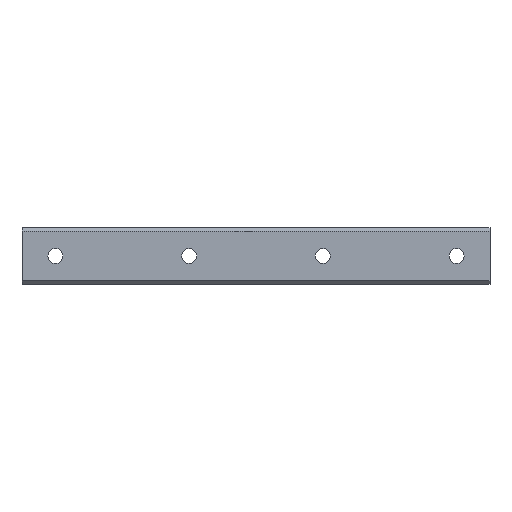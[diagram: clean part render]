
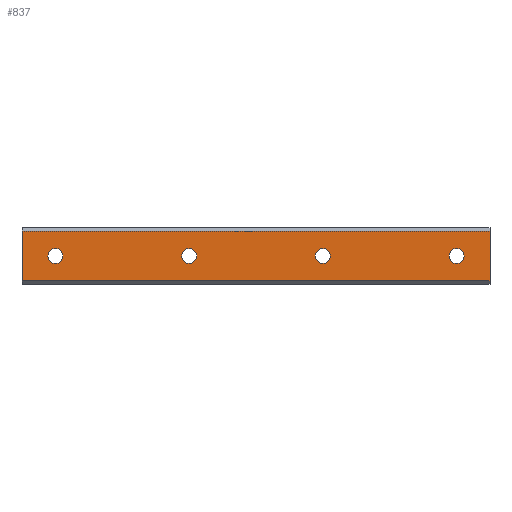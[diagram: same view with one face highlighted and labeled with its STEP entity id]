
A CAD part, front view. The second image highlights one B-rep face of the part: STEP entity #837.
In plain terms, the highlighted planar face has unit normal (0, -1, 0).
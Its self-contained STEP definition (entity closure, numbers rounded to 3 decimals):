
#8 = CIRCLE ( 'NONE', #800, 4.5 ) ;
#12 = DIRECTION ( 'NONE',  ( 0., 0., 1. ) ) ;
#28 = CARTESIAN_POINT ( 'NONE',  ( 0., 0., 4.5 ) ) ;
#30 = VERTEX_POINT ( 'NONE', #382 ) ;
#34 = PLANE ( 'NONE',  #1518 ) ;
#55 = DIRECTION ( 'NONE',  ( 0., 0., 1. ) ) ;
#67 = LINE ( 'NONE', #1014, #832 ) ;
#96 = AXIS2_PLACEMENT_3D ( 'NONE', #826, #474, #1173 ) ;
#101 = DIRECTION ( 'NONE',  ( 0., 0., 1. ) ) ;
#111 = DIRECTION ( 'NONE',  ( 0., 0., 1. ) ) ;
#119 = CARTESIAN_POINT ( 'NONE',  ( 0., 0., 0. ) ) ;
#134 = CARTESIAN_POINT ( 'NONE',  ( 160., 0., 0. ) ) ;
#137 = CARTESIAN_POINT ( 'NONE',  ( 80., 0., 0. ) ) ;
#142 = CARTESIAN_POINT ( 'NONE',  ( 0., 0., -4.5 ) ) ;
#162 = CARTESIAN_POINT ( 'NONE',  ( 160., 0., -4.5 ) ) ;
#171 = CARTESIAN_POINT ( 'NONE',  ( 260., 0., 14.95 ) ) ;
#190 = CIRCLE ( 'NONE', #1052, 4.5 ) ;
#191 = DIRECTION ( 'NONE',  ( 0., -1., 0. ) ) ;
#220 = CARTESIAN_POINT ( 'NONE',  ( 80., 0., 0. ) ) ;
#222 = ORIENTED_EDGE ( 'NONE', *, *, #242, .F. ) ;
#239 = AXIS2_PLACEMENT_3D ( 'NONE', #1118, #191, #55 ) ;
#242 = EDGE_CURVE ( 'NONE', #621, #971, #190, .T. ) ;
#251 = VERTEX_POINT ( 'NONE', #587 ) ;
#252 = VERTEX_POINT ( 'NONE', #809 ) ;
#264 = EDGE_CURVE ( 'NONE', #1058, #684, #1254, .T. ) ;
#287 = FACE_BOUND ( 'NONE', #1345, .T. ) ;
#320 = CIRCLE ( 'NONE', #239, 4.5 ) ;
#347 = DIRECTION ( 'NONE',  ( 0., -1., 0. ) ) ;
#355 = DIRECTION ( 'NONE',  ( 0., -1., 0. ) ) ;
#382 = CARTESIAN_POINT ( 'NONE',  ( 160., 0., 4.5 ) ) ;
#389 = EDGE_CURVE ( 'NONE', #979, #1128, #1244, .T. ) ;
#391 = CIRCLE ( 'NONE', #989, 4.5 ) ;
#399 = ORIENTED_EDGE ( 'NONE', *, *, #772, .F. ) ;
#411 = CIRCLE ( 'NONE', #1147, 4.5 ) ;
#417 = ORIENTED_EDGE ( 'NONE', *, *, #656, .F. ) ;
#470 = CARTESIAN_POINT ( 'NONE',  ( 240., 0., 0. ) ) ;
#474 = DIRECTION ( 'NONE',  ( 0., -1., 0. ) ) ;
#490 = DIRECTION ( 'NONE',  ( 0., -1., 0. ) ) ;
#499 = DIRECTION ( 'NONE',  ( 0., 0., 1. ) ) ;
#510 = DIRECTION ( 'NONE',  ( 0., 1., 0. ) ) ;
#513 = CARTESIAN_POINT ( 'NONE',  ( -20., 0., 14.95 ) ) ;
#517 = ORIENTED_EDGE ( 'NONE', *, *, #1481, .F. ) ;
#587 = CARTESIAN_POINT ( 'NONE',  ( -20., 0., -14.95 ) ) ;
#598 = DIRECTION ( 'NONE',  ( 0., 0., 1. ) ) ;
#599 = ORIENTED_EDGE ( 'NONE', *, *, #264, .F. ) ;
#617 = DIRECTION ( 'NONE',  ( 0., -1., 0. ) ) ;
#621 = VERTEX_POINT ( 'NONE', #142 ) ;
#626 = FACE_BOUND ( 'NONE', #634, .T. ) ;
#634 = EDGE_LOOP ( 'NONE', ( #817, #399 ) ) ;
#654 = CARTESIAN_POINT ( 'NONE',  ( 260., 0., 14.95 ) ) ;
#656 = EDGE_CURVE ( 'NONE', #725, #252, #411, .T. ) ;
#676 = EDGE_CURVE ( 'NONE', #30, #797, #8, .T. ) ;
#677 = ORIENTED_EDGE ( 'NONE', *, *, #935, .F. ) ;
#680 = CIRCLE ( 'NONE', #1274, 4.5 ) ;
#684 = VERTEX_POINT ( 'NONE', #938 ) ;
#694 = DIRECTION ( 'NONE',  ( 0., 0., 1. ) ) ;
#696 = DIRECTION ( 'NONE',  ( 0., 0., 1. ) ) ;
#725 = VERTEX_POINT ( 'NONE', #846 ) ;
#739 = ORIENTED_EDGE ( 'NONE', *, *, #1330, .F. ) ;
#742 = EDGE_LOOP ( 'NONE', ( #677, #599 ) ) ;
#747 = DIRECTION ( 'NONE',  ( -1., 0., 0. ) ) ;
#761 = FACE_BOUND ( 'NONE', #954, .T. ) ;
#772 = EDGE_CURVE ( 'NONE', #797, #30, #680, .T. ) ;
#797 = VERTEX_POINT ( 'NONE', #162 ) ;
#800 = AXIS2_PLACEMENT_3D ( 'NONE', #1060, #617, #499 ) ;
#806 = AXIS2_PLACEMENT_3D ( 'NONE', #220, #347, #101 ) ;
#809 = CARTESIAN_POINT ( 'NONE',  ( 240., 0., -4.5 ) ) ;
#817 = ORIENTED_EDGE ( 'NONE', *, *, #676, .F. ) ;
#826 = CARTESIAN_POINT ( 'NONE',  ( 240., 0., 0. ) ) ;
#832 = VECTOR ( 'NONE', #1342, 1000. ) ;
#834 = EDGE_LOOP ( 'NONE', ( #739, #517, #1116, #1292 ) ) ;
#837 = ADVANCED_FACE ( 'NONE', ( #876, #287, #761, #626, #1232 ), #34, .F. ) ;
#846 = CARTESIAN_POINT ( 'NONE',  ( 240., 0., 4.5 ) ) ;
#860 = VECTOR ( 'NONE', #694, 1000. ) ;
#876 = FACE_OUTER_BOUND ( 'NONE', #834, .T. ) ;
#886 = VECTOR ( 'NONE', #1392, 1000. ) ;
#935 = EDGE_CURVE ( 'NONE', #684, #1058, #391, .T. ) ;
#938 = CARTESIAN_POINT ( 'NONE',  ( 80., 0., 4.5 ) ) ;
#954 = EDGE_LOOP ( 'NONE', ( #417, #1465 ) ) ;
#971 = VERTEX_POINT ( 'NONE', #28 ) ;
#979 = VERTEX_POINT ( 'NONE', #513 ) ;
#983 = DIRECTION ( 'NONE',  ( 0., 0., 1. ) ) ;
#989 = AXIS2_PLACEMENT_3D ( 'NONE', #137, #1470, #12 ) ;
#1014 = CARTESIAN_POINT ( 'NONE',  ( 260., 0., 14.95 ) ) ;
#1052 = AXIS2_PLACEMENT_3D ( 'NONE', #119, #1296, #696 ) ;
#1053 = EDGE_CURVE ( 'NONE', #251, #979, #1168, .T. ) ;
#1058 = VERTEX_POINT ( 'NONE', #1163 ) ;
#1060 = CARTESIAN_POINT ( 'NONE',  ( 160., 0., 0. ) ) ;
#1112 = CIRCLE ( 'NONE', #96, 4.5 ) ;
#1116 = ORIENTED_EDGE ( 'NONE', *, *, #389, .F. ) ;
#1118 = CARTESIAN_POINT ( 'NONE',  ( 0., 0., 0. ) ) ;
#1128 = VERTEX_POINT ( 'NONE', #1293 ) ;
#1147 = AXIS2_PLACEMENT_3D ( 'NONE', #470, #490, #598 ) ;
#1156 = CARTESIAN_POINT ( 'NONE',  ( -20., 0., 14.95 ) ) ;
#1163 = CARTESIAN_POINT ( 'NONE',  ( 80., 0., -4.5 ) ) ;
#1168 = LINE ( 'NONE', #1156, #860 ) ;
#1171 = VERTEX_POINT ( 'NONE', #1326 ) ;
#1173 = DIRECTION ( 'NONE',  ( 0., 0., 1. ) ) ;
#1200 = EDGE_CURVE ( 'NONE', #252, #725, #1112, .T. ) ;
#1229 = CARTESIAN_POINT ( 'NONE',  ( 260., 0., -14.95 ) ) ;
#1232 = FACE_BOUND ( 'NONE', #742, .T. ) ;
#1242 = VECTOR ( 'NONE', #747, 1000. ) ;
#1244 = LINE ( 'NONE', #654, #886 ) ;
#1254 = CIRCLE ( 'NONE', #806, 4.5 ) ;
#1274 = AXIS2_PLACEMENT_3D ( 'NONE', #134, #355, #111 ) ;
#1292 = ORIENTED_EDGE ( 'NONE', *, *, #1053, .F. ) ;
#1293 = CARTESIAN_POINT ( 'NONE',  ( 260., 0., 14.95 ) ) ;
#1296 = DIRECTION ( 'NONE',  ( 0., -1., 0. ) ) ;
#1317 = ORIENTED_EDGE ( 'NONE', *, *, #1421, .F. ) ;
#1326 = CARTESIAN_POINT ( 'NONE',  ( 260., 0., -14.95 ) ) ;
#1330 = EDGE_CURVE ( 'NONE', #1171, #251, #1346, .T. ) ;
#1342 = DIRECTION ( 'NONE',  ( 0., 0., -1. ) ) ;
#1345 = EDGE_LOOP ( 'NONE', ( #1317, #222 ) ) ;
#1346 = LINE ( 'NONE', #1229, #1242 ) ;
#1392 = DIRECTION ( 'NONE',  ( 1., 0., 0. ) ) ;
#1421 = EDGE_CURVE ( 'NONE', #971, #621, #320, .T. ) ;
#1465 = ORIENTED_EDGE ( 'NONE', *, *, #1200, .F. ) ;
#1470 = DIRECTION ( 'NONE',  ( 0., -1., 0. ) ) ;
#1481 = EDGE_CURVE ( 'NONE', #1128, #1171, #67, .T. ) ;
#1518 = AXIS2_PLACEMENT_3D ( 'NONE', #171, #510, #983 ) ;
